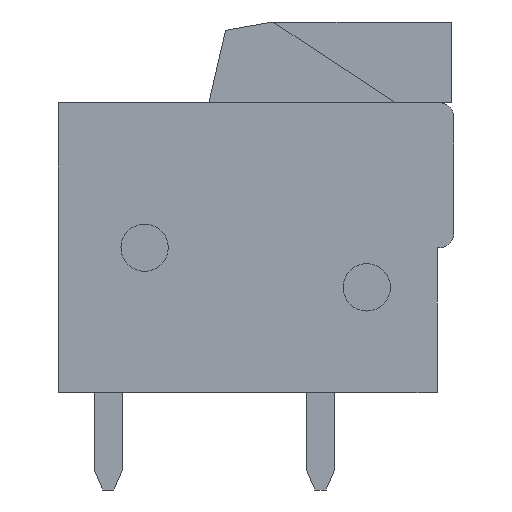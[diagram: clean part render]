
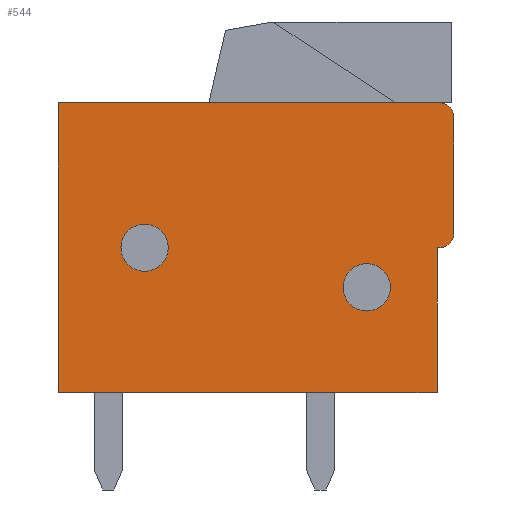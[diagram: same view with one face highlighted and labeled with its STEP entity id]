
A CAD part, left-side view. The second image highlights one B-rep face of the part: STEP entity #544.
In plain terms, the highlighted planar face has unit normal (-1, 0, 0).
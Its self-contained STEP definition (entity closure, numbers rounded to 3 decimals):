
#544 = ADVANCED_FACE( '', ( #1103, #1104, #1105 ), #1106, .T. );
#1103 = FACE_BOUND( '', #1741, .T. );
#1104 = FACE_OUTER_BOUND( '', #1742, .T. );
#1105 = FACE_BOUND( '', #1743, .T. );
#1106 = PLANE( '', #1744 );
#1741 = EDGE_LOOP( '', ( #2791 ) );
#1742 = EDGE_LOOP( '', ( #2792, #2793, #2794, #2795, #2796, #2797, #2798, #2799 ) );
#1743 = EDGE_LOOP( '', ( #2800 ) );
#1744 = AXIS2_PLACEMENT_3D( '', #2801, #2802, #2803 );
#2791 = ORIENTED_EDGE( '', *, *, #4302, .T. );
#2792 = ORIENTED_EDGE( '', *, *, #4303, .T. );
#2793 = ORIENTED_EDGE( '', *, *, #4251, .T. );
#2794 = ORIENTED_EDGE( '', *, *, #4304, .T. );
#2795 = ORIENTED_EDGE( '', *, *, #3949, .T. );
#2796 = ORIENTED_EDGE( '', *, *, #4305, .T. );
#2797 = ORIENTED_EDGE( '', *, *, #4306, .T. );
#2798 = ORIENTED_EDGE( '', *, *, #4162, .T. );
#2799 = ORIENTED_EDGE( '', *, *, #4307, .T. );
#2800 = ORIENTED_EDGE( '', *, *, #4090, .T. );
#2801 = CARTESIAN_POINT( '', ( -2.5, 0., 0. ) );
#2802 = DIRECTION( '', ( -1., 0., 0. ) );
#2803 = DIRECTION( '', ( 0., 0., 1. ) );
#3949 = EDGE_CURVE( '', #4667, #4665, #4668, .T. );
#4090 = EDGE_CURVE( '', #4914, #4914, #4915, .T. );
#4162 = EDGE_CURVE( '', #5035, #5033, #5036, .T. );
#4251 = EDGE_CURVE( '', #5179, #5177, #5180, .T. );
#4302 = EDGE_CURVE( '', #5253, #5253, #5254, .T. );
#4303 = EDGE_CURVE( '', #5255, #5179, #5256, .T. );
#4304 = EDGE_CURVE( '', #5177, #4667, #5257, .T. );
#4305 = EDGE_CURVE( '', #4665, #5258, #5259, .T. );
#4306 = EDGE_CURVE( '', #5258, #5035, #5260, .T. );
#4307 = EDGE_CURVE( '', #5033, #5255, #5261, .T. );
#4665 = VERTEX_POINT( '', #5714 );
#4667 = VERTEX_POINT( '', #5717 );
#4668 = CIRCLE( '', #5718, 0.5 );
#4914 = VERTEX_POINT( '', #6072 );
#4915 = CIRCLE( '', #6073, 0.85 );
#5033 = VERTEX_POINT( '', #6246 );
#5035 = VERTEX_POINT( '', #6249 );
#5036 = LINE( '', #6250, #6251 );
#5177 = VERTEX_POINT( '', #6443 );
#5179 = VERTEX_POINT( '', #6446 );
#5180 = CIRCLE( '', #6447, 0.5 );
#5253 = VERTEX_POINT( '', #6553 );
#5254 = CIRCLE( '', #6554, 0.85 );
#5255 = VERTEX_POINT( '', #6555 );
#5256 = LINE( '', #6556, #6557 );
#5257 = LINE( '', #6558, #6559 );
#5258 = VERTEX_POINT( '', #6560 );
#5259 = LINE( '', #6561, #6562 );
#5260 = LINE( '', #6563, #6564 );
#5261 = LINE( '', #6565, #6566 );
#5714 = CARTESIAN_POINT( '', ( -2.5, -6.6, 5.2 ) );
#5717 = CARTESIAN_POINT( '', ( -2.5, -7.1, 4.7 ) );
#5718 = AXIS2_PLACEMENT_3D( '', #7170, #7171, #7172 );
#6072 = CARTESIAN_POINT( '', ( -2.5, -4.825, -1.425 ) );
#6073 = AXIS2_PLACEMENT_3D( '', #7308, #7309, #7310 );
#6246 = CARTESIAN_POINT( '', ( -2.5, -6.5, -5.2 ) );
#6249 = CARTESIAN_POINT( '', ( -2.5, 7.1, -5.2 ) );
#6250 = CARTESIAN_POINT( '', ( -2.5, 7.1, -5.2 ) );
#6251 = VECTOR( '', #7373, 1000. );
#6443 = CARTESIAN_POINT( '', ( -2.5, -7.1, 0.5 ) );
#6446 = CARTESIAN_POINT( '', ( -2.5, -6.6, 0. ) );
#6447 = AXIS2_PLACEMENT_3D( '', #7477, #7478, #7479 );
#6553 = CARTESIAN_POINT( '', ( -2.5, 3.15, 0. ) );
#6554 = AXIS2_PLACEMENT_3D( '', #7525, #7526, #7527 );
#6555 = CARTESIAN_POINT( '', ( -2.5, -6.5, 0. ) );
#6556 = CARTESIAN_POINT( '', ( -2.5, -6.5, 0. ) );
#6557 = VECTOR( '', #7528, 1000. );
#6558 = CARTESIAN_POINT( '', ( -2.5, -7.1, 0. ) );
#6559 = VECTOR( '', #7529, 1000. );
#6560 = CARTESIAN_POINT( '', ( -2.5, 7.1, 5.2 ) );
#6561 = CARTESIAN_POINT( '', ( -2.5, -7.1, 5.2 ) );
#6562 = VECTOR( '', #7530, 1000. );
#6563 = CARTESIAN_POINT( '', ( -2.5, 7.1, 5.2 ) );
#6564 = VECTOR( '', #7531, 1000. );
#6565 = CARTESIAN_POINT( '', ( -2.5, -6.5, -5.2 ) );
#6566 = VECTOR( '', #7532, 1000. );
#7170 = CARTESIAN_POINT( '', ( -2.5, -6.6, 4.7 ) );
#7171 = DIRECTION( '', ( -1., 0., 0. ) );
#7172 = DIRECTION( '', ( 0., 0., 1. ) );
#7308 = CARTESIAN_POINT( '', ( -2.5, -3.975, -1.425 ) );
#7309 = DIRECTION( '', ( 1., 0., 0. ) );
#7310 = DIRECTION( '', ( 0., -1., 0. ) );
#7373 = DIRECTION( '', ( 0., -1., 0. ) );
#7477 = CARTESIAN_POINT( '', ( -2.5, -6.6, 0.5 ) );
#7478 = DIRECTION( '', ( -1., 0., 0. ) );
#7479 = DIRECTION( '', ( 0., 0., 1. ) );
#7525 = CARTESIAN_POINT( '', ( -2.5, 4., 0. ) );
#7526 = DIRECTION( '', ( 1., 0., 0. ) );
#7527 = DIRECTION( '', ( 0., -1., 0. ) );
#7528 = DIRECTION( '', ( 0., -1., 0. ) );
#7529 = DIRECTION( '', ( 0., 0., 1. ) );
#7530 = DIRECTION( '', ( 0., 1., 0. ) );
#7531 = DIRECTION( '', ( 0., 0., -1. ) );
#7532 = DIRECTION( '', ( 0., 0., 1. ) );
